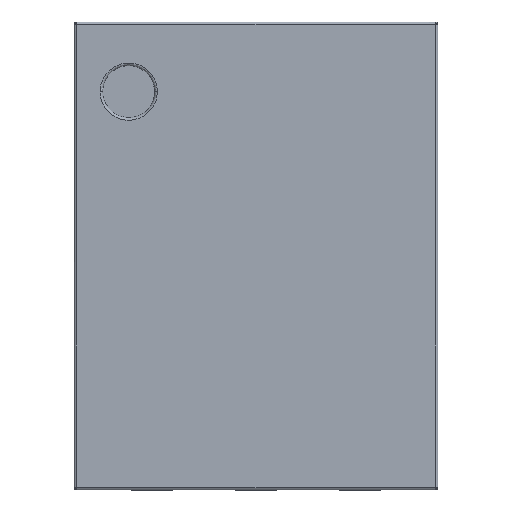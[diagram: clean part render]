
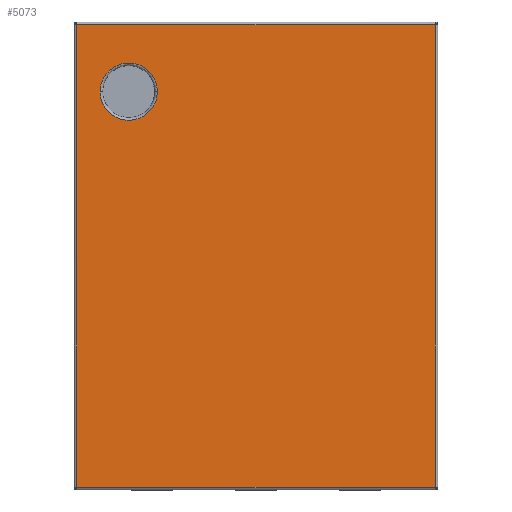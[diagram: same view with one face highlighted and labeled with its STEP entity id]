
A CAD part, top view. The second image highlights one B-rep face of the part: STEP entity #5073.
In plain terms, the highlighted planar face has unit normal (0, 0, 1).
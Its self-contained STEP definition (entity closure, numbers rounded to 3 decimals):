
#4491 = EDGE_CURVE('',#4492,#4494,#4496,.T.);
#4492 = VERTEX_POINT('',#4493);
#4493 = CARTESIAN_POINT('',(-0.38,0.632,0.5));
#4494 = VERTEX_POINT('',#4495);
#4495 = CARTESIAN_POINT('',(-0.6,0.632,0.5));
#4496 = B_SPLINE_CURVE_WITH_KNOTS('',3,(#4497,#4498,#4499,#4500,#4501,
    #4502,#4503,#4504),.UNSPECIFIED.,.F.,.F.,(4,2,2,4),(0.,0.125,0.25,
    0.5),.UNSPECIFIED.);
#4497 = CARTESIAN_POINT('',(-0.38,0.632,0.5));
#4498 = CARTESIAN_POINT('',(-0.38,0.602,0.5));
#4499 = CARTESIAN_POINT('',(-0.391,0.576,0.5));
#4500 = CARTESIAN_POINT('',(-0.433,0.533,0.5));
#4501 = CARTESIAN_POINT('',(-0.46,0.522,0.5));
#4502 = CARTESIAN_POINT('',(-0.55,0.522,0.5));
#4503 = CARTESIAN_POINT('',(-0.6,0.572,0.5));
#4504 = CARTESIAN_POINT('',(-0.6,0.632,0.5));
#4572 = VERTEX_POINT('',#4573);
#4573 = CARTESIAN_POINT('',(-0.69,-0.89,0.5));
#4637 = VERTEX_POINT('',#4638);
#4638 = CARTESIAN_POINT('',(-0.69,0.89,0.5));
#4758 = VERTEX_POINT('',#4759);
#4759 = CARTESIAN_POINT('',(0.69,-0.89,0.5));
#5073 = ADVANCED_FACE('',(#5074,#5088),#5116,.T.);
#5074 = FACE_BOUND('',#5075,.T.);
#5075 = EDGE_LOOP('',(#5076,#5087));
#5076 = ORIENTED_EDGE('',*,*,#5077,.T.);
#5077 = EDGE_CURVE('',#4494,#4492,#5078,.T.);
#5078 = B_SPLINE_CURVE_WITH_KNOTS('',3,(#5079,#5080,#5081,#5082,#5083,
    #5084,#5085,#5086),.UNSPECIFIED.,.F.,.F.,(4,2,2,4),(0.5,0.75,0.875,
    1.),.UNSPECIFIED.);
#5079 = CARTESIAN_POINT('',(-0.6,0.632,0.5));
#5080 = CARTESIAN_POINT('',(-0.6,0.692,0.5));
#5081 = CARTESIAN_POINT('',(-0.55,0.742,0.5));
#5082 = CARTESIAN_POINT('',(-0.46,0.742,0.5));
#5083 = CARTESIAN_POINT('',(-0.434,0.731,0.5));
#5084 = CARTESIAN_POINT('',(-0.391,0.689,0.5));
#5085 = CARTESIAN_POINT('',(-0.38,0.663,0.5));
#5086 = CARTESIAN_POINT('',(-0.38,0.632,0.5));
#5087 = ORIENTED_EDGE('',*,*,#4491,.T.);
#5088 = FACE_BOUND('',#5089,.T.);
#5089 = EDGE_LOOP('',(#5090,#5098,#5104,#5110));
#5090 = ORIENTED_EDGE('',*,*,#5091,.T.);
#5091 = EDGE_CURVE('',#5092,#4637,#5094,.T.);
#5092 = VERTEX_POINT('',#5093);
#5093 = CARTESIAN_POINT('',(0.69,0.89,0.5));
#5094 = LINE('',#5095,#5096);
#5095 = CARTESIAN_POINT('',(0.,0.89,0.5));
#5096 = VECTOR('',#5097,1.);
#5097 = DIRECTION('',(-1.,-0.,0.));
#5098 = ORIENTED_EDGE('',*,*,#5099,.T.);
#5099 = EDGE_CURVE('',#4637,#4572,#5100,.T.);
#5100 = LINE('',#5101,#5102);
#5101 = CARTESIAN_POINT('',(-0.69,0.,0.5));
#5102 = VECTOR('',#5103,1.);
#5103 = DIRECTION('',(0.,-1.,-0.));
#5104 = ORIENTED_EDGE('',*,*,#5105,.T.);
#5105 = EDGE_CURVE('',#4572,#4758,#5106,.T.);
#5106 = LINE('',#5107,#5108);
#5107 = CARTESIAN_POINT('',(0.,-0.89,0.5));
#5108 = VECTOR('',#5109,1.);
#5109 = DIRECTION('',(1.,0.,-0.));
#5110 = ORIENTED_EDGE('',*,*,#5111,.T.);
#5111 = EDGE_CURVE('',#4758,#5092,#5112,.T.);
#5112 = LINE('',#5113,#5114);
#5113 = CARTESIAN_POINT('',(0.69,0.,0.5));
#5114 = VECTOR('',#5115,1.);
#5115 = DIRECTION('',(-0.,1.,0.));
#5116 = PLANE('',#5117);
#5117 = AXIS2_PLACEMENT_3D('',#5118,#5119,#5120);
#5118 = CARTESIAN_POINT('',(0.,0.,0.5));
#5119 = DIRECTION('',(0.,0.,1.));
#5120 = DIRECTION('',(1.,0.,-0.));
